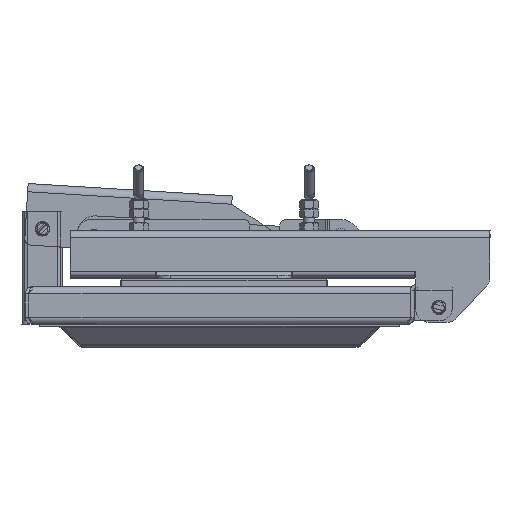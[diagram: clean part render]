
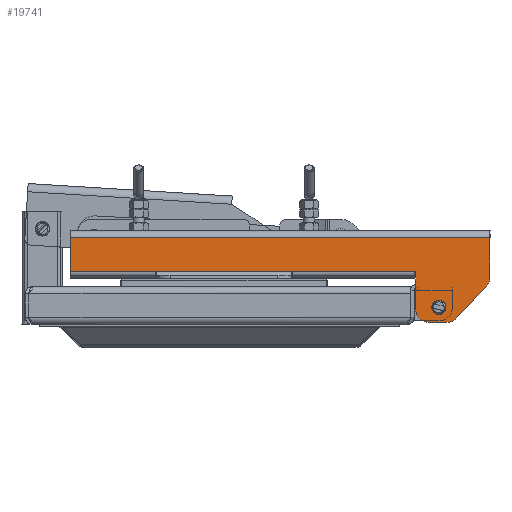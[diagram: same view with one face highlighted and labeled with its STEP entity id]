
A CAD part, front view. The second image highlights one B-rep face of the part: STEP entity #19741.
In plain terms, the highlighted planar face has unit normal (0, -1, 0).
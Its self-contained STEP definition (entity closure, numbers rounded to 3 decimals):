
#381=FACE_BOUND('',#3202,.T.);
#834=CIRCLE('',#21142,20.);
#846=CIRCLE('',#21162,20.);
#877=CIRCLE('',#21221,20.);
#878=CIRCLE('',#21224,10.5);
#879=CIRCLE('',#21225,10.5);
#2063=FACE_OUTER_BOUND('',#3201,.T.);
#3201=EDGE_LOOP('',(#14030,#14031,#14032,#14033,#14034,#14035,#14036,#14037,
#14038,#14039,#14040,#14041,#14042,#14043,#14044));
#3202=EDGE_LOOP('',(#14045,#14046));
#4506=LINE('',#31440,#6109);
#4539=LINE('',#31529,#6142);
#4600=LINE('',#31707,#6203);
#4601=LINE('',#31710,#6204);
#4602=LINE('',#31712,#6205);
#4603=LINE('',#31713,#6206);
#4604=LINE('',#31715,#6207);
#4605=LINE('',#31717,#6208);
#4606=LINE('',#31718,#6209);
#4607=LINE('',#31719,#6210);
#4608=LINE('',#31721,#6211);
#4609=LINE('',#31722,#6212);
#6109=VECTOR('',#24116,10.);
#6142=VECTOR('',#24187,10.);
#6203=VECTOR('',#24366,10.);
#6204=VECTOR('',#24369,10.);
#6205=VECTOR('',#24370,10.);
#6206=VECTOR('',#24371,10.);
#6207=VECTOR('',#24372,10.);
#6208=VECTOR('',#24373,10.);
#6209=VECTOR('',#24374,10.);
#6210=VECTOR('',#24375,10.);
#6211=VECTOR('',#24376,10.);
#6212=VECTOR('',#24377,10.);
#8122=VERTEX_POINT('',#31427);
#8123=VERTEX_POINT('',#31428);
#8127=VERTEX_POINT('',#31438);
#8163=VERTEX_POINT('',#31523);
#8164=VERTEX_POINT('',#31527);
#8195=VERTEX_POINT('',#31622);
#8212=VERTEX_POINT('',#31671);
#8217=VERTEX_POINT('',#31687);
#8221=VERTEX_POINT('',#31701);
#8222=VERTEX_POINT('',#31703);
#8223=VERTEX_POINT('',#31709);
#8224=VERTEX_POINT('',#31711);
#8225=VERTEX_POINT('',#31714);
#8226=VERTEX_POINT('',#31716);
#8227=VERTEX_POINT('',#31720);
#8228=VERTEX_POINT('',#31723);
#8229=VERTEX_POINT('',#31724);
#10203=EDGE_CURVE('',#8122,#8123,#834,.T.);
#10209=EDGE_CURVE('',#8122,#8127,#4506,.T.);
#10251=EDGE_CURVE('',#8163,#8127,#846,.T.);
#10253=EDGE_CURVE('',#8164,#8163,#4539,.T.);
#10343=EDGE_CURVE('',#8221,#8222,#877,.T.);
#10345=EDGE_CURVE('',#8221,#8123,#4600,.T.);
#10346=EDGE_CURVE('',#8164,#8223,#4601,.T.);
#10347=EDGE_CURVE('',#8223,#8224,#4602,.T.);
#10348=EDGE_CURVE('',#8195,#8224,#4603,.T.);
#10349=EDGE_CURVE('',#8225,#8195,#4604,.T.);
#10350=EDGE_CURVE('',#8226,#8225,#4605,.T.);
#10351=EDGE_CURVE('',#8212,#8226,#4606,.T.);
#10352=EDGE_CURVE('',#8217,#8212,#4607,.T.);
#10353=EDGE_CURVE('',#8227,#8217,#4608,.T.);
#10354=EDGE_CURVE('',#8227,#8222,#4609,.T.);
#10355=EDGE_CURVE('',#8228,#8229,#878,.T.);
#10356=EDGE_CURVE('',#8229,#8228,#879,.T.);
#14030=ORIENTED_EDGE('',*,*,#10203,.F.);
#14031=ORIENTED_EDGE('',*,*,#10209,.T.);
#14032=ORIENTED_EDGE('',*,*,#10251,.F.);
#14033=ORIENTED_EDGE('',*,*,#10253,.F.);
#14034=ORIENTED_EDGE('',*,*,#10346,.T.);
#14035=ORIENTED_EDGE('',*,*,#10347,.T.);
#14036=ORIENTED_EDGE('',*,*,#10348,.F.);
#14037=ORIENTED_EDGE('',*,*,#10349,.F.);
#14038=ORIENTED_EDGE('',*,*,#10350,.F.);
#14039=ORIENTED_EDGE('',*,*,#10351,.F.);
#14040=ORIENTED_EDGE('',*,*,#10352,.F.);
#14041=ORIENTED_EDGE('',*,*,#10353,.F.);
#14042=ORIENTED_EDGE('',*,*,#10354,.T.);
#14043=ORIENTED_EDGE('',*,*,#10343,.F.);
#14044=ORIENTED_EDGE('',*,*,#10345,.T.);
#14045=ORIENTED_EDGE('',*,*,#10355,.T.);
#14046=ORIENTED_EDGE('',*,*,#10356,.T.);
#17871=PLANE('',#21223);
#19741=ADVANCED_FACE('',(#2063,#381),#17871,.F.);
#21142=AXIS2_PLACEMENT_3D('',#31429,#24106,#24107);
#21162=AXIS2_PLACEMENT_3D('',#31525,#24182,#24183);
#21221=AXIS2_PLACEMENT_3D('',#31704,#24361,#24362);
#21223=AXIS2_PLACEMENT_3D('',#31708,#24367,#24368);
#21224=AXIS2_PLACEMENT_3D('',#31725,#24378,#24379);
#21225=AXIS2_PLACEMENT_3D('',#31726,#24380,#24381);
#24106=DIRECTION('center_axis',(0.,1.,0.));
#24107=DIRECTION('ref_axis',(0.398,0.,-0.917));
#24116=DIRECTION('',(0.683,0.,0.73));
#24182=DIRECTION('center_axis',(0.,1.,0.));
#24183=DIRECTION('ref_axis',(0.93,0.,-0.367));
#24187=DIRECTION('',(0.,0.,-1.));
#24361=DIRECTION('center_axis',(0.,1.,0.));
#24362=DIRECTION('ref_axis',(-0.707,0.,-0.707));
#24366=DIRECTION('',(1.,0.,0.));
#24367=DIRECTION('center_axis',(0.,1.,0.));
#24368=DIRECTION('ref_axis',(1.,0.,0.));
#24369=DIRECTION('',(-1.,0.,0.));
#24370=DIRECTION('',(0.,0.,-1.));
#24371=DIRECTION('',(-1.,0.,0.));
#24372=DIRECTION('',(-1.,0.,0.));
#24373=DIRECTION('',(-1.,0.,0.));
#24374=DIRECTION('',(-1.,0.,0.));
#24375=DIRECTION('',(-1.,0.,0.));
#24376=DIRECTION('',(-1.,0.,0.));
#24377=DIRECTION('',(0.,0.,-1.));
#24378=DIRECTION('center_axis',(0.,1.,0.));
#24379=DIRECTION('ref_axis',(1.,0.,0.));
#24380=DIRECTION('center_axis',(0.,1.,0.));
#24381=DIRECTION('ref_axis',(1.,0.,0.));
#31427=CARTESIAN_POINT('',(341.428,-554.,-57.663));
#31428=CARTESIAN_POINT('',(326.822,-554.,-64.));
#31429=CARTESIAN_POINT('Origin',(326.822,-554.,-44.));
#31438=CARTESIAN_POINT('',(384.606,-554.,-11.507));
#31440=CARTESIAN_POINT('',(360.947,-554.,-36.797));
#31523=CARTESIAN_POINT('',(390.,-554.,2.156));
#31525=CARTESIAN_POINT('Origin',(370.,-554.,2.156));
#31527=CARTESIAN_POINT('',(390.,-554.,60.));
#31529=CARTESIAN_POINT('',(390.,-554.,10.));
#31622=CARTESIAN_POINT('',(-100.,-554.,10.));
#31671=CARTESIAN_POINT('',(100.,-554.,10.));
#31687=CARTESIAN_POINT('',(280.,-554.,10.));
#31701=CARTESIAN_POINT('',(301.,-554.,-64.));
#31703=CARTESIAN_POINT('',(281.,-554.,-44.));
#31704=CARTESIAN_POINT('Origin',(301.,-554.,-44.));
#31707=CARTESIAN_POINT('',(281.,-554.,-64.));
#31708=CARTESIAN_POINT('Origin',(82.5,-554.,165.446));
#31709=CARTESIAN_POINT('',(-225.,-554.,60.));
#31710=CARTESIAN_POINT('',(82.5,-554.,60.));
#31711=CARTESIAN_POINT('',(-225.,-554.,10.));
#31712=CARTESIAN_POINT('',(-225.,-554.,376.337));
#31713=CARTESIAN_POINT('',(82.5,-554.,10.));
#31714=CARTESIAN_POINT('',(-99.,-554.,10.));
#31715=CARTESIAN_POINT('',(82.5,-554.,10.));
#31716=CARTESIAN_POINT('',(99.,-554.,10.));
#31717=CARTESIAN_POINT('',(82.5,-554.,10.));
#31718=CARTESIAN_POINT('',(82.5,-554.,10.));
#31719=CARTESIAN_POINT('',(82.5,-554.,10.));
#31720=CARTESIAN_POINT('',(281.,-554.,10.));
#31721=CARTESIAN_POINT('',(82.5,-554.,10.));
#31722=CARTESIAN_POINT('',(281.,-554.,10.));
#31723=CARTESIAN_POINT('',(325.334,-554.,-43.859));
#31724=CARTESIAN_POINT('',(304.5,-554.,-42.));
#31725=CARTESIAN_POINT('Origin',(315.,-554.,-42.));
#31726=CARTESIAN_POINT('Origin',(315.,-554.,-42.));
